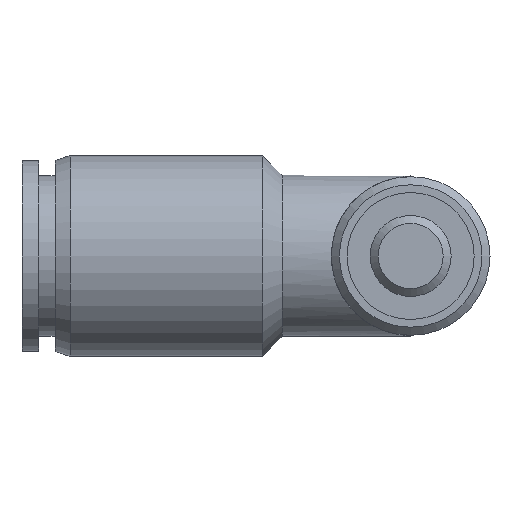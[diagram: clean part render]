
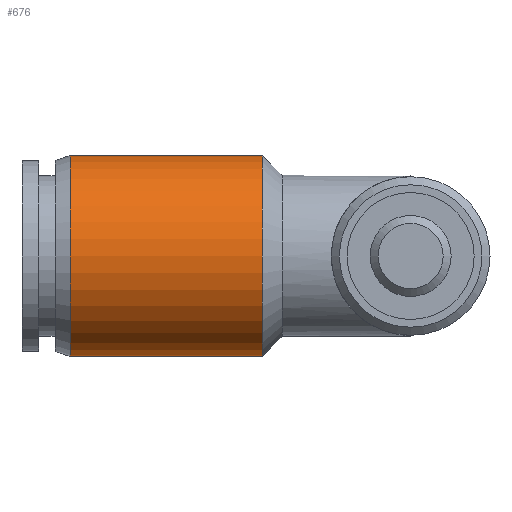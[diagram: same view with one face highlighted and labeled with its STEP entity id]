
A CAD part, front view. The second image highlights one B-rep face of the part: STEP entity #676.
In plain terms, the highlighted cylindrical face has radius 6.2 mm (diameter 12.4 mm), a full revolution.
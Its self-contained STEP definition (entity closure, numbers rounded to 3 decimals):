
#45=CYLINDRICAL_SURFACE('',#782,6.2);
#110=CIRCLE('',#781,6.2);
#111=CIRCLE('',#783,6.2);
#261=ORIENTED_EDGE('',*,*,#348,.T.);
#262=ORIENTED_EDGE('',*,*,#347,.F.);
#347=EDGE_CURVE('',#406,#406,#110,.T.);
#348=EDGE_CURVE('',#407,#407,#111,.T.);
#406=VERTEX_POINT('',#1297);
#407=VERTEX_POINT('',#1300);
#512=EDGE_LOOP('',(#261));
#513=EDGE_LOOP('',(#262));
#598=FACE_BOUND('',#512,.T.);
#599=FACE_BOUND('',#513,.T.);
#676=ADVANCED_FACE('',(#598,#599),#45,.T.);
#781=AXIS2_PLACEMENT_3D('',#1296,#974,#975);
#782=AXIS2_PLACEMENT_3D('',#1298,#976,#977);
#783=AXIS2_PLACEMENT_3D('',#1299,#978,#979);
#974=DIRECTION('',(1.,0.,0.));
#975=DIRECTION('',(0.,0.,-1.));
#976=DIRECTION('',(1.,0.,0.));
#977=DIRECTION('',(0.,0.,-1.));
#978=DIRECTION('',(1.,0.,0.));
#979=DIRECTION('',(0.,0.,-1.));
#1296=CARTESIAN_POINT('',(-9.168,0.,0.));
#1297=CARTESIAN_POINT('',(-9.168,0.,-6.2));
#1298=CARTESIAN_POINT('',(0.,0.,0.));
#1299=CARTESIAN_POINT('',(-21.03,0.,0.));
#1300=CARTESIAN_POINT('',(-21.03,0.,-6.2));
